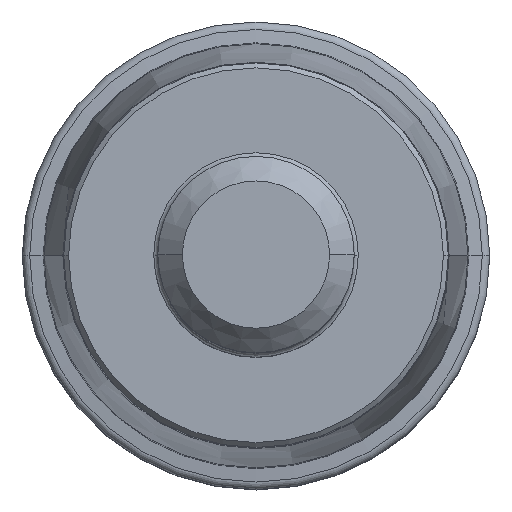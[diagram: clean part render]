
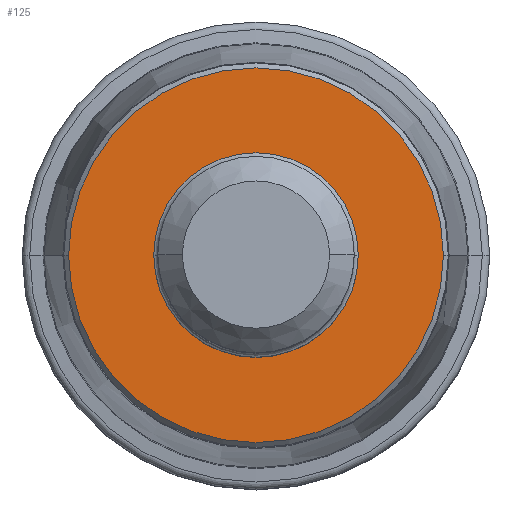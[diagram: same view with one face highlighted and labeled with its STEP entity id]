
A CAD part, top view. The second image highlights one B-rep face of the part: STEP entity #125.
In plain terms, the highlighted planar face has unit normal (0, 0, 1).
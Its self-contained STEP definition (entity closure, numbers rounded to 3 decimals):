
#43=PLANE('',#1354);
#48=FACE_BOUND('',#304,.T.);
#49=FACE_BOUND('',#305,.T.);
#125=ADVANCED_FACE('',(#48,#49),#43,.F.);
#304=EDGE_LOOP('',(#472,#473));
#305=EDGE_LOOP('',(#474,#475));
#472=ORIENTED_EDGE('',*,*,#808,.T.);
#473=ORIENTED_EDGE('',*,*,#809,.T.);
#474=ORIENTED_EDGE('',*,*,#810,.T.);
#475=ORIENTED_EDGE('',*,*,#811,.T.);
#696=VERTEX_POINT('',#2135);
#697=VERTEX_POINT('',#2136);
#698=VERTEX_POINT('',#2139);
#699=VERTEX_POINT('',#2140);
#808=EDGE_CURVE('',#696,#697,#961,.T.);
#809=EDGE_CURVE('',#697,#696,#962,.T.);
#810=EDGE_CURVE('',#698,#699,#963,.T.);
#811=EDGE_CURVE('',#699,#698,#964,.T.);
#961=CIRCLE('',#1350,11.45);
#962=CIRCLE('',#1351,11.45);
#963=CIRCLE('',#1352,6.15);
#964=CIRCLE('',#1353,6.15);
#1350=AXIS2_PLACEMENT_3D('',#2134,#1666,#1667);
#1351=AXIS2_PLACEMENT_3D('',#2137,#1668,#1669);
#1352=AXIS2_PLACEMENT_3D('',#2138,#1670,#1671);
#1353=AXIS2_PLACEMENT_3D('',#2141,#1672,#1673);
#1354=AXIS2_PLACEMENT_3D('',#2142,#1674,#1675);
#1666=DIRECTION('',(0.,0.,1.));
#1667=DIRECTION('',(-1.,0.,0.));
#1668=DIRECTION('',(0.,0.,1.));
#1669=DIRECTION('',(1.,0.,0.));
#1670=DIRECTION('',(0.,0.,-1.));
#1671=DIRECTION('',(1.,0.,0.));
#1672=DIRECTION('',(0.,0.,-1.));
#1673=DIRECTION('',(-1.,0.,0.));
#1674=DIRECTION('',(0.,0.,-1.));
#1675=DIRECTION('',(1.,0.,0.));
#2134=CARTESIAN_POINT('',(0.,0.,0.));
#2135=CARTESIAN_POINT('',(-11.45,0.,0.));
#2136=CARTESIAN_POINT('',(11.45,0.,0.));
#2137=CARTESIAN_POINT('',(0.,0.,0.));
#2138=CARTESIAN_POINT('',(0.,0.,0.));
#2139=CARTESIAN_POINT('',(6.15,0.,0.));
#2140=CARTESIAN_POINT('',(-6.15,0.,0.));
#2141=CARTESIAN_POINT('',(0.,0.,0.));
#2142=CARTESIAN_POINT('',(0.,0.,0.));
